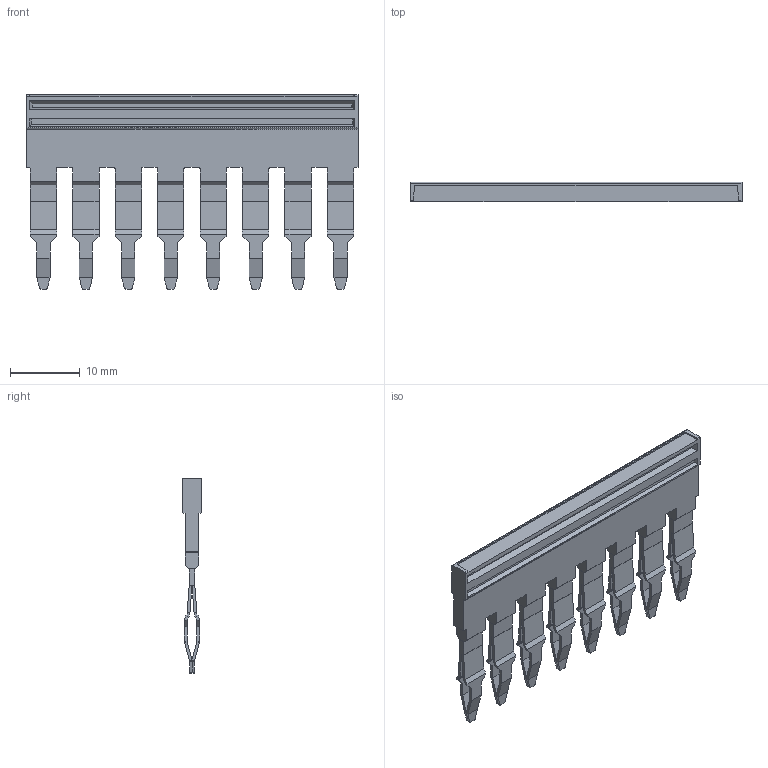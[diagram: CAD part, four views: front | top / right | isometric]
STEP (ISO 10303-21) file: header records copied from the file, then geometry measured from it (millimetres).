
FILE_DESCRIPTION(('CATIA V5 STEP Exchange','CAx-IF Rec.Pracs.--- Model Styling and Organization---1.4--- 2014-01-23'),'2;1');
FILE_NAME ('1337321-5_1', '2023-03-23T09:02:37+00:00', ('none'), ('Weidmueller'), 'CATIA Version 5-6 Release 2016 SP3 HF44', 'CATIA V5 STEP AP214', 'none');
FILE_SCHEMA(('AUTOMOTIVE_DESIGN { 1 0 10303 214 1 1 1 1 }'));
Length unit declared in the file: millimetre
Products named in the file (1): 2810930000
Bounding box: 47.7 x 2.8 x 27.95 mm (x, y, z)
Volume: 1457 mm3; surface area: 3116.9 mm2
Topology: 9 solids, 9 shells, 705 faces, 2328 edges, 1629 vertices
Faces by surface type: plane 602, cylinder 103
Entity records: 23121 total; most frequent: ORIENTED_EDGE 4656, CARTESIAN_POINT 4569, DIRECTION 2711, EDGE_CURVE 2328, VECTOR 2066, LINE 2066, VERTEX_POINT 1629, EDGE_LOOP 709
